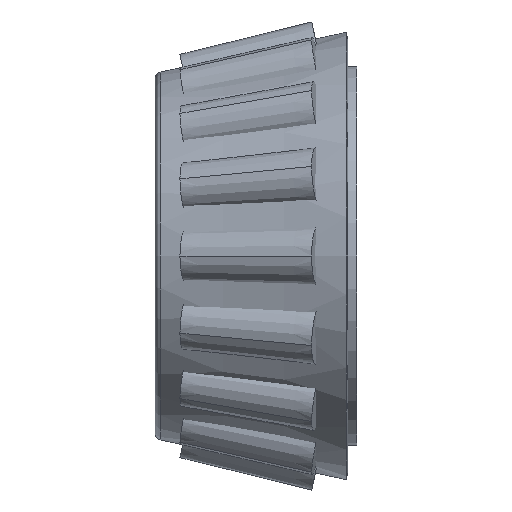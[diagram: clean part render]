
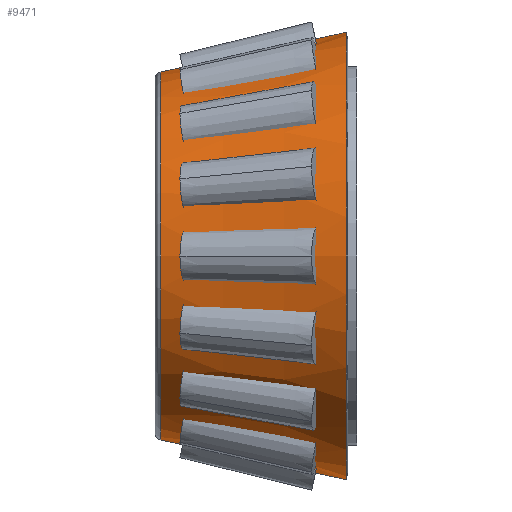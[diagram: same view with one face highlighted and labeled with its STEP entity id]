
A CAD part, front view. The second image highlights one B-rep face of the part: STEP entity #9471.
In plain terms, the highlighted conical face has half-angle 12.075 degrees and reference radius 28.804 mm.
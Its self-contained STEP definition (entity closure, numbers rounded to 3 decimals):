
#9358=CARTESIAN_POINT('POINT413',(-0.733,
   0.,26.001));
#9359=VERTEX_POINT('VERTEX413',#9358);
#9368=CARTESIAN_POINT('POINT414',(-0.733,
   0.,-26.001));
#9369=VERTEX_POINT('VERTEX414',#9368);
#9377=CARTESIAN_POINT('POS810',(-0.733,0.,0.
   ));
#9378=DIRECTION('DIR1121',(-1.,0.,0.));
#9379=DIRECTION('DIR1122',(0.,0.,1.));
#9380=AXIS2_PLACEMENT_3D('AXIS312',#9377,#9378,#9379);
#9381=CIRCLE('ELLIPSE79',#9380,26.001);
#9382=EDGE_CURVE('EDGE628',#9369,#9359,#9381,.T.);
#9440=CARTESIAN_POINT('POINT417',(25.472,
   0.,31.607));
#9441=VERTEX_POINT('VERTEX417',#9440);
#9442=CARTESIAN_POINT('POS816',(12.37,
   0.,28.804));
#9443=DIRECTION('DIR1131',(-0.978,0.,
   -0.209));
#9444=VECTOR('VEC501',#9443,1.);
#9445=LINE('STRAIGHT501',#9442,#9444);
#9446=EDGE_CURVE('EDGE634',#9441,#9359,#9445,.T.);
#9447=ORIENTED_EDGE('COEDGE1261',*,*,#9446,.T.);
#9448=ORIENTED_EDGE('COEDGE1262',*,*,#9382,.F.);
#9449=CARTESIAN_POINT('POINT418',(25.472,
   0.,-31.607));
#9450=VERTEX_POINT('VERTEX418',#9449);
#9451=CARTESIAN_POINT('POS817',(12.37,
   0.,-28.804));
#9452=DIRECTION('DIR1132',(0.978,0.,
   -0.209));
#9453=VECTOR('VEC502',#9452,1.);
#9454=LINE('STRAIGHT502',#9451,#9453);
#9455=EDGE_CURVE('EDGE635',#9369,#9450,#9454,.T.);
#9456=ORIENTED_EDGE('COEDGE1263',*,*,#9455,.T.);
#9457=CARTESIAN_POINT('POS818',(25.472,0.,0.))
   ;
#9458=DIRECTION('DIR1133',(-1.,0.,0.));
#9459=DIRECTION('DIR1134',(0.,0.,1.));
#9460=AXIS2_PLACEMENT_3D('AXIS316',#9457,#9458,#9459);
#9461=CIRCLE('ELLIPSE81',#9460,31.607);
#9462=EDGE_CURVE('EDGE636',#9450,#9441,#9461,.T.);
#9463=ORIENTED_EDGE('COEDGE1264',*,*,#9462,.T.);
#9464=EDGE_LOOP('NONE',(#9447,#9448,#9456,#9463));
#9465=FACE_BOUND('LOOP1',#9464,.T.);
#9466=CARTESIAN_POINT('POS819',(12.37,0.,0.))
   ;
#9467=DIRECTION('DIR1135',(1.,0.,0.));
#9468=DIRECTION('DIR1136',(0.,0.,1.));
#9469=AXIS2_PLACEMENT_3D('AXIS317',#9466,#9467,#9468);
#9470=CONICAL_SURFACE('CONE_SURF39',#9469,28.804,
   0.211);
#9471=ADVANCED_FACE('FACE270',(#9465),#9470,.T.);
